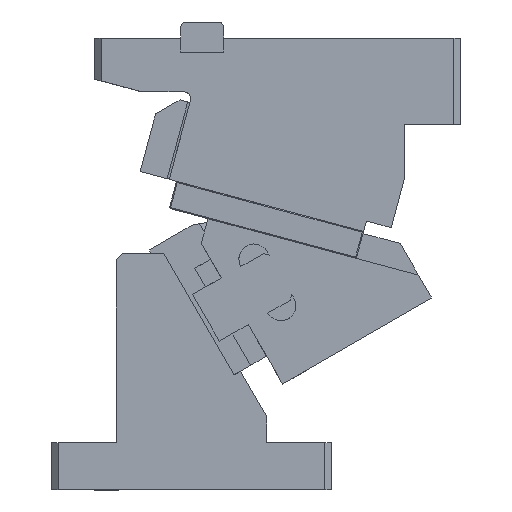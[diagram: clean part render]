
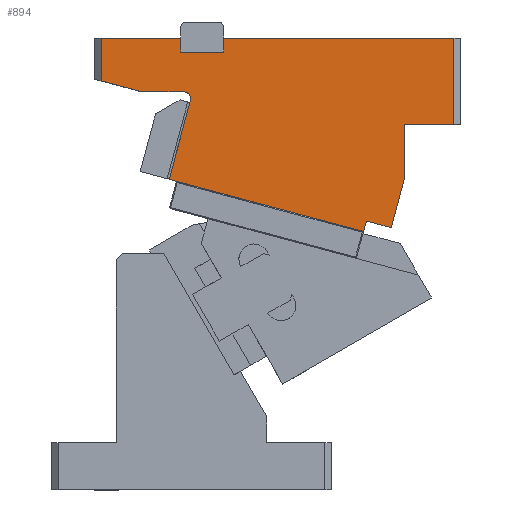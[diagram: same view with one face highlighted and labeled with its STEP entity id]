
A CAD part, front view. The second image highlights one B-rep face of the part: STEP entity #894.
In plain terms, the highlighted planar face has unit normal (0, -1, 0).
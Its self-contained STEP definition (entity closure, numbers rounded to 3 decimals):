
#150=CARTESIAN_POINT('Vertex',(80.,0.,210.)) ;
#153=CARTESIAN_POINT('Line Origine',(133.5,0.,210.)) ;
#157=CARTESIAN_POINT('Vertex',(187.,0.,210.)) ;
#693=CARTESIAN_POINT('Vertex',(80.,0.,203.5)) ;
#698=CARTESIAN_POINT('Line Origine',(80.,0.,206.75)) ;
#715=CARTESIAN_POINT('Axis2P3D Location',(63.604,0.,177.691)) ;
#720=CARTESIAN_POINT('Line Origine',(70.,0.,203.5)) ;
#724=CARTESIAN_POINT('Vertex',(60.,0.,203.5)) ;
#727=CARTESIAN_POINT('Line Origine',(60.,0.,206.75)) ;
#731=CARTESIAN_POINT('Vertex',(60.,0.,210.)) ;
#734=CARTESIAN_POINT('Line Origine',(41.5,0.,210.)) ;
#738=CARTESIAN_POINT('Vertex',(23.,0.,210.)) ;
#741=CARTESIAN_POINT('Line Origine',(23.,0.,200.062)) ;
#745=CARTESIAN_POINT('Vertex',(23.,0.,190.123)) ;
#748=CARTESIAN_POINT('Line Origine',(32.56,0.,187.562)) ;
#752=CARTESIAN_POINT('Vertex',(42.121,0.,185.)) ;
#755=CARTESIAN_POINT('Line Origine',(45.044,0.,185.)) ;
#759=CARTESIAN_POINT('Vertex',(47.967,0.,185.)) ;
#762=CARTESIAN_POINT('Line Origine',(54.81,0.,185.)) ;
#766=CARTESIAN_POINT('Vertex',(61.653,0.,185.)) ;
#770=CARTESIAN_POINT('Control Point',(64.551,0.,181.224)) ;
#771=CARTESIAN_POINT('Control Point',(64.639,0.,181.551)) ;
#772=CARTESIAN_POINT('Control Point',(64.68,0.,181.892)) ;
#773=CARTESIAN_POINT('Control Point',(64.673,0.,182.236)) ;
#774=CARTESIAN_POINT('Control Point',(64.562,0.,182.912)) ;
#775=CARTESIAN_POINT('Control Point',(64.267,0.,183.531)) ;
#776=CARTESIAN_POINT('Control Point',(64.076,0.,183.818)) ;
#777=CARTESIAN_POINT('Control Point',(63.62,0.,184.329)) ;
#778=CARTESIAN_POINT('Control Point',(63.039,0.,184.693)) ;
#779=CARTESIAN_POINT('Control Point',(62.725,0.,184.833)) ;
#780=CARTESIAN_POINT('Control Point',(62.316,0.,184.949)) ;
#781=CARTESIAN_POINT('Control Point',(61.897,0.,184.992)) ;
#782=CARTESIAN_POINT('Control Point',(61.816,0.,184.997)) ;
#783=CARTESIAN_POINT('Control Point',(61.735,0.,185.)) ;
#784=CARTESIAN_POINT('Control Point',(61.653,0.,185.)) ;
#785=CARTESIAN_POINT('Vertex',(64.551,0.,181.224)) ;
#788=CARTESIAN_POINT('Line Origine',(64.272,0.,180.181)) ;
#792=CARTESIAN_POINT('Vertex',(63.993,0.,179.139)) ;
#795=CARTESIAN_POINT('Line Origine',(63.799,0.,178.415)) ;
#799=CARTESIAN_POINT('Vertex',(63.604,0.,177.691)) ;
#802=CARTESIAN_POINT('Line Origine',(61.146,0.,168.514)) ;
#806=CARTESIAN_POINT('Vertex',(58.687,0.,159.338)) ;
#809=CARTESIAN_POINT('Line Origine',(56.681,0.,151.852)) ;
#813=CARTESIAN_POINT('Vertex',(54.675,0.,144.366)) ;
#816=CARTESIAN_POINT('Line Origine',(56.366,0.,143.913)) ;
#820=CARTESIAN_POINT('Vertex',(58.056,0.,143.46)) ;
#823=CARTESIAN_POINT('Line Origine',(101.523,0.,131.813)) ;
#827=CARTESIAN_POINT('Vertex',(144.989,0.,120.167)) ;
#830=CARTESIAN_POINT('Line Origine',(145.636,0.,122.581)) ;
#834=CARTESIAN_POINT('Vertex',(146.283,0.,124.996)) ;
#837=CARTESIAN_POINT('Line Origine',(152.079,0.,123.443)) ;
#841=CARTESIAN_POINT('Vertex',(157.874,0.,121.89)) ;
#844=CARTESIAN_POINT('Line Origine',(160.937,0.,133.321)) ;
#848=CARTESIAN_POINT('Vertex',(164.,0.,144.751)) ;
#851=CARTESIAN_POINT('Line Origine',(164.,0.,157.376)) ;
#855=CARTESIAN_POINT('Vertex',(164.,0.,170.)) ;
#858=CARTESIAN_POINT('Line Origine',(175.5,0.,170.)) ;
#862=CARTESIAN_POINT('Vertex',(187.,0.,170.)) ;
#865=CARTESIAN_POINT('Line Origine',(187.,0.,190.)) ;
#154=DIRECTION('Vector Direction',(1.,0.,0.)) ;
#699=DIRECTION('Vector Direction',(0.,0.,1.)) ;
#716=DIRECTION('Axis2P3D Direction',(0.,-1.,0.)) ;
#717=DIRECTION('Axis2P3D XDirection',(-0.259,0.,-0.966)) ;
#721=DIRECTION('Vector Direction',(1.,0.,0.)) ;
#728=DIRECTION('Vector Direction',(0.,0.,-1.)) ;
#735=DIRECTION('Vector Direction',(1.,0.,0.)) ;
#742=DIRECTION('Vector Direction',(0.,0.,1.)) ;
#749=DIRECTION('Vector Direction',(0.966,0.,-0.259)) ;
#756=DIRECTION('Vector Direction',(-1.,0.,0.)) ;
#763=DIRECTION('Vector Direction',(-1.,0.,0.)) ;
#789=DIRECTION('Vector Direction',(-0.259,0.,-0.966)) ;
#796=DIRECTION('Vector Direction',(-0.259,0.,-0.966)) ;
#803=DIRECTION('Vector Direction',(-0.259,0.,-0.966)) ;
#810=DIRECTION('Vector Direction',(-0.259,0.,-0.966)) ;
#817=DIRECTION('Vector Direction',(0.966,0.,-0.259)) ;
#824=DIRECTION('Vector Direction',(-0.966,0.,0.259)) ;
#831=DIRECTION('Vector Direction',(-0.259,0.,-0.966)) ;
#838=DIRECTION('Vector Direction',(-0.966,0.,0.259)) ;
#845=DIRECTION('Vector Direction',(-0.259,0.,-0.966)) ;
#852=DIRECTION('Vector Direction',(0.,0.,-1.)) ;
#859=DIRECTION('Vector Direction',(1.,0.,0.)) ;
#866=DIRECTION('Vector Direction',(0.,0.,-1.)) ;
#718=AXIS2_PLACEMENT_3D('Plane Axis2P3D',#715,#716,#717) ;
#871=ORIENTED_EDGE('',*,*,#159,.F.) ;
#872=ORIENTED_EDGE('',*,*,#702,.F.) ;
#873=ORIENTED_EDGE('',*,*,#726,.F.) ;
#874=ORIENTED_EDGE('',*,*,#733,.F.) ;
#875=ORIENTED_EDGE('',*,*,#740,.F.) ;
#876=ORIENTED_EDGE('',*,*,#747,.F.) ;
#877=ORIENTED_EDGE('',*,*,#754,.T.) ;
#878=ORIENTED_EDGE('',*,*,#761,.F.) ;
#879=ORIENTED_EDGE('',*,*,#768,.F.) ;
#880=ORIENTED_EDGE('',*,*,#787,.T.) ;
#881=ORIENTED_EDGE('',*,*,#794,.F.) ;
#882=ORIENTED_EDGE('',*,*,#801,.F.) ;
#883=ORIENTED_EDGE('',*,*,#808,.F.) ;
#884=ORIENTED_EDGE('',*,*,#815,.F.) ;
#885=ORIENTED_EDGE('',*,*,#822,.T.) ;
#886=ORIENTED_EDGE('',*,*,#829,.F.) ;
#887=ORIENTED_EDGE('',*,*,#836,.F.) ;
#888=ORIENTED_EDGE('',*,*,#843,.F.) ;
#889=ORIENTED_EDGE('',*,*,#850,.F.) ;
#890=ORIENTED_EDGE('',*,*,#857,.F.) ;
#891=ORIENTED_EDGE('',*,*,#864,.T.) ;
#892=ORIENTED_EDGE('',*,*,#869,.T.) ;
#155=VECTOR('Line Direction',#154,1.) ;
#700=VECTOR('Line Direction',#699,1.) ;
#722=VECTOR('Line Direction',#721,1.) ;
#729=VECTOR('Line Direction',#728,1.) ;
#736=VECTOR('Line Direction',#735,1.) ;
#743=VECTOR('Line Direction',#742,1.) ;
#750=VECTOR('Line Direction',#749,1.) ;
#757=VECTOR('Line Direction',#756,1.) ;
#764=VECTOR('Line Direction',#763,1.) ;
#790=VECTOR('Line Direction',#789,1.) ;
#797=VECTOR('Line Direction',#796,1.) ;
#804=VECTOR('Line Direction',#803,1.) ;
#811=VECTOR('Line Direction',#810,1.) ;
#818=VECTOR('Line Direction',#817,1.) ;
#825=VECTOR('Line Direction',#824,1.) ;
#832=VECTOR('Line Direction',#831,1.) ;
#839=VECTOR('Line Direction',#838,1.) ;
#846=VECTOR('Line Direction',#845,1.) ;
#853=VECTOR('Line Direction',#852,1.) ;
#860=VECTOR('Line Direction',#859,1.) ;
#867=VECTOR('Line Direction',#866,1.) ;
#894=ADVANCED_FACE('CAM HOLDER',(#893),#719,.T.) ;
#769=B_SPLINE_CURVE_WITH_KNOTS('',5,(#770,#771,#772,#773,#774,#775,#776,#777,#778,#779,#780,#781,#782,#783,#784),.UNSPECIFIED.,.F.,.U.,(6,3,3,3,6),(0.,2.4,4.8,7.2,7.775),.UNSPECIFIED.) ;
#159=EDGE_CURVE('',#151,#158,#156,.T.) ;
#702=EDGE_CURVE('',#694,#151,#701,.T.) ;
#726=EDGE_CURVE('',#725,#694,#723,.T.) ;
#733=EDGE_CURVE('',#732,#725,#730,.T.) ;
#740=EDGE_CURVE('',#739,#732,#737,.T.) ;
#747=EDGE_CURVE('',#746,#739,#744,.T.) ;
#754=EDGE_CURVE('',#746,#753,#751,.T.) ;
#761=EDGE_CURVE('',#760,#753,#758,.T.) ;
#768=EDGE_CURVE('',#767,#760,#765,.T.) ;
#787=EDGE_CURVE('',#767,#786,#769,.F.) ;
#794=EDGE_CURVE('',#793,#786,#791,.F.) ;
#801=EDGE_CURVE('',#800,#793,#798,.F.) ;
#808=EDGE_CURVE('',#807,#800,#805,.F.) ;
#815=EDGE_CURVE('',#814,#807,#812,.F.) ;
#822=EDGE_CURVE('',#814,#821,#819,.T.) ;
#829=EDGE_CURVE('',#828,#821,#826,.T.) ;
#836=EDGE_CURVE('',#835,#828,#833,.T.) ;
#843=EDGE_CURVE('',#842,#835,#840,.T.) ;
#850=EDGE_CURVE('',#849,#842,#847,.T.) ;
#857=EDGE_CURVE('',#856,#849,#854,.T.) ;
#864=EDGE_CURVE('',#856,#863,#861,.T.) ;
#869=EDGE_CURVE('',#863,#158,#868,.F.) ;
#870=EDGE_LOOP('',(#871,#872,#873,#874,#875,#876,#877,#878,#879,#880,#881,#882,#883,#884,#885,#886,#887,#888,#889,#890,#891,#892)) ;
#893=FACE_OUTER_BOUND('',#870,.T.) ;
#156=LINE('Line',#153,#155) ;
#701=LINE('Line',#698,#700) ;
#723=LINE('Line',#720,#722) ;
#730=LINE('Line',#727,#729) ;
#737=LINE('Line',#734,#736) ;
#744=LINE('Line',#741,#743) ;
#751=LINE('Line',#748,#750) ;
#758=LINE('Line',#755,#757) ;
#765=LINE('Line',#762,#764) ;
#791=LINE('Line',#788,#790) ;
#798=LINE('Line',#795,#797) ;
#805=LINE('Line',#802,#804) ;
#812=LINE('Line',#809,#811) ;
#819=LINE('Line',#816,#818) ;
#826=LINE('Line',#823,#825) ;
#833=LINE('Line',#830,#832) ;
#840=LINE('Line',#837,#839) ;
#847=LINE('Line',#844,#846) ;
#854=LINE('Line',#851,#853) ;
#861=LINE('Line',#858,#860) ;
#868=LINE('Line',#865,#867) ;
#719=PLANE('Plane',#718) ;
#151=VERTEX_POINT('',#150) ;
#158=VERTEX_POINT('',#157) ;
#694=VERTEX_POINT('',#693) ;
#725=VERTEX_POINT('',#724) ;
#732=VERTEX_POINT('',#731) ;
#739=VERTEX_POINT('',#738) ;
#746=VERTEX_POINT('',#745) ;
#753=VERTEX_POINT('',#752) ;
#760=VERTEX_POINT('',#759) ;
#767=VERTEX_POINT('',#766) ;
#786=VERTEX_POINT('',#785) ;
#793=VERTEX_POINT('',#792) ;
#800=VERTEX_POINT('',#799) ;
#807=VERTEX_POINT('',#806) ;
#814=VERTEX_POINT('',#813) ;
#821=VERTEX_POINT('',#820) ;
#828=VERTEX_POINT('',#827) ;
#835=VERTEX_POINT('',#834) ;
#842=VERTEX_POINT('',#841) ;
#849=VERTEX_POINT('',#848) ;
#856=VERTEX_POINT('',#855) ;
#863=VERTEX_POINT('',#862) ;
